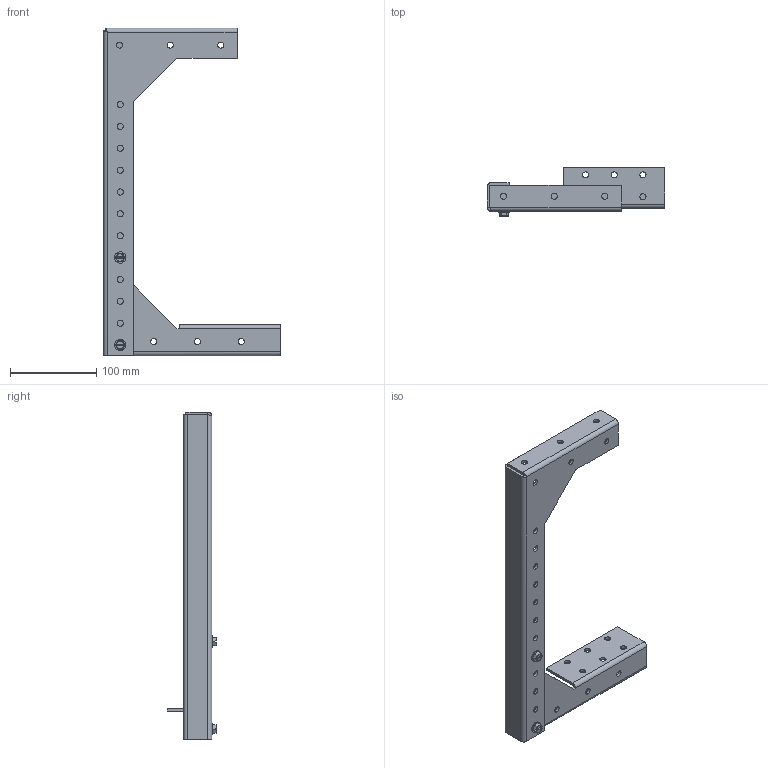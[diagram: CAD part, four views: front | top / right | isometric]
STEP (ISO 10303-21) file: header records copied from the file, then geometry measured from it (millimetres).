
FILE_DESCRIPTION (( 'STEP AP203' ), '1' );
FILE_NAME ('CWHD4.step', '2024-04-25T14:56:40', ( '' ), ( '' ), 'SwSTEP 2.0', 'SolidWorks 2023', '' );
FILE_SCHEMA (( 'CONFIG_CONTROL_DESIGN' ));
Length unit declared in the file: inch
Products named in the file (1): CWHD4
Bounding box: 206.38 x 57.19 x 381 mm (x, y, z)
Volume: 203960.2 mm3; surface area: 137810.1 mm2
Topology: 6 solids, 6 shells, 206 faces, 542 edges, 354 vertices
Faces by surface type: plane 100, cylinder 86, bspline 20
Entity records: 7069 total; most frequent: CARTESIAN_POINT 1819, ORIENTED_EDGE 1084, DIRECTION 1024, EDGE_CURVE 542, VERTEX_POINT 354, AXIS2_PLACEMENT_3D 351, VECTOR 322, LINE 322
